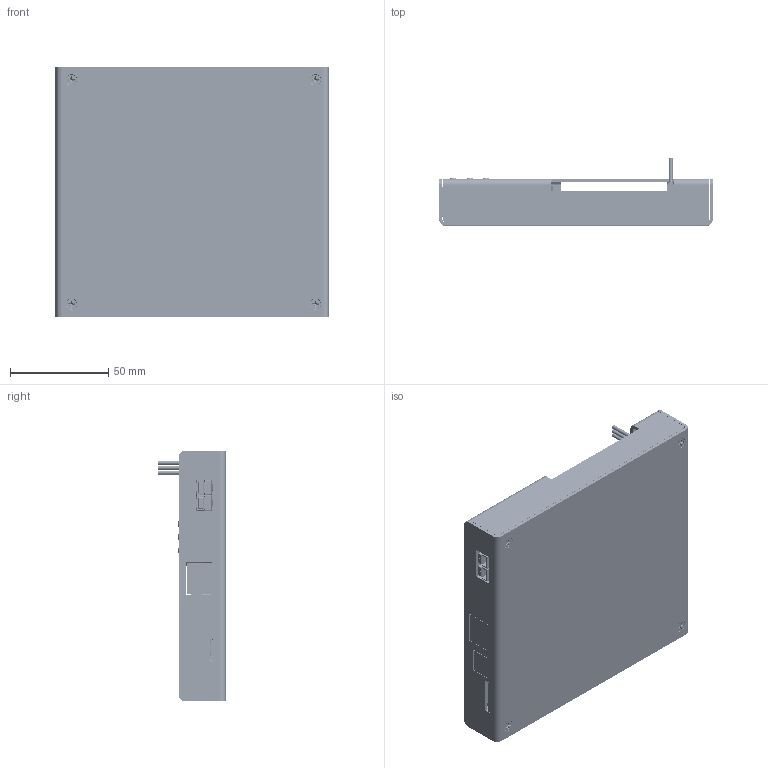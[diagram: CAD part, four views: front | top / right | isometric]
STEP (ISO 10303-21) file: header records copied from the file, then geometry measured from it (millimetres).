
FILE_DESCRIPTION((''),'2;1');
FILE_NAME('sasquatch_with_enclosure.stp','2013-09-15T21:34:30',('ajlapp'),(''),'Autodesk Inventor 2012','Autodesk Inventor 2012','');
FILE_SCHEMA(('AUTOMOTIVE_DESIGN { 1 0 10303 214 1 1 1 1 }'));
Length unit declared in the file: inch
Products named in the file (297): sas01-sheet-enclosure-asm_asm; SAS01-SHEET-BOTTOM; POWDERKEG_BOARD_ASM; PCB_ASM; BOARD; R74_ASM; 444292640_ASM; EXTRUDED-32104; R73_ASM; R72_ASM; R71_ASM; R70_ASM; R69_ASM; R68_ASM; R67_ASM; P70_ASM; C-4-103327-4-S-3D; P69_ASM; P35_ASM; P31_ASM; P26_ASM; J39_ASM; J19_ASM; J18_ASM; J17_ASM; C38_ASM; 444292000_ASM; EXTRUDED-34624; U2_ASM; 444294176_ASM; EXTRUDED-35019; U3_ASM; U4_ASM; C33_ASM; C1_ASM; 444291744_ASM; EXTRUDED-35498; C2_ASM; C3_ASM; C4_ASM ...
Assembly tree (593 placements, depth 7):
  sas01-sheet-enclosure-asm_asm
    SAS01-SHEET-BOTTOM
    POWDERKEG_BOARD_ASM
      PCB_ASM
        BOARD
        R74_ASM
          444292640_ASM
            EXTRUDED-32104
        R73_ASM
          444292640_ASM
            EXTRUDED-32104
        R72_ASM
          444292640_ASM
            EXTRUDED-32104
        R71_ASM
          444292640_ASM
            EXTRUDED-32104
        R70_ASM
          444292640_ASM
            EXTRUDED-32104
        R69_ASM
          444292640_ASM
            EXTRUDED-32104
        R68_ASM
          444292640_ASM
            EXTRUDED-32104
        R67_ASM
          444292640_ASM
            EXTRUDED-32104
        P70_ASM
          C-4-103327-4-S-3D  x2
        P69_ASM
          C-4-103327-4-S-3D  x2
        P35_ASM
          C-4-103327-4-S-3D  x2
        P31_ASM
          C-4-103327-4-S-3D  x2
        P26_ASM
          C-4-103327-4-S-3D  x2
        J39_ASM
          C-4-103327-4-S-3D
        J19_ASM
          C-4-103327-4-S-3D
        J18_ASM
          C-4-103327-4-S-3D
        J17_ASM
          C-4-103327-4-S-3D
        C38_ASM
          444292000_ASM
            EXTRUDED-34624
        U2_ASM
          444294176_ASM
            EXTRUDED-35019
        U3_ASM
          444294176_ASM
            EXTRUDED-35019
        U4_ASM
          444294176_ASM
            EXTRUDED-35019
        C33_ASM
Bounding box: 139.32 x 34.35 x 127.77 mm (x, y, z)
Volume: 113359.4 mm3; surface area: 153557.7 mm2
Topology: 336 solids, 340 shells, 7310 faces, 18330 edges, 12347 vertices
Faces by surface type: plane 6235, cylinder 833, bspline 124, cone 95, sphere 18, torus 5
Full cylindrical faces by diameter (mm): 0.127 x2, 0.555 x2, 0.62 x10, 0.635 x10, 0.66 x4, 0.762 x5, 0.8 x4, 0.9 x256, 0.92 x4, 1 x6, 1.016 x4, 1.15 x4, 1.2 x2, 1.27 x4, 1.575 x2, 1.981 x3, 2.159 x8, 2.33 x2, 2.845 x94, 2.997 x12, 3.073 x5, 3.175 x5, 3.251 x2, 3.505 x5, 3.51 x1, 3.556 x4, 3.81 x11, 4.4 x5, 4.5 x2, 4.902 x1
Entity records: 78012 total; most frequent: CARTESIAN_POINT 17359, DIRECTION 11739, ORIENTED_EDGE 10164, EDGE_CURVE 5083, AXIS2_PLACEMENT_3D 4124, VERTEX_POINT 3591, VECTOR 3491, LINE 3491
